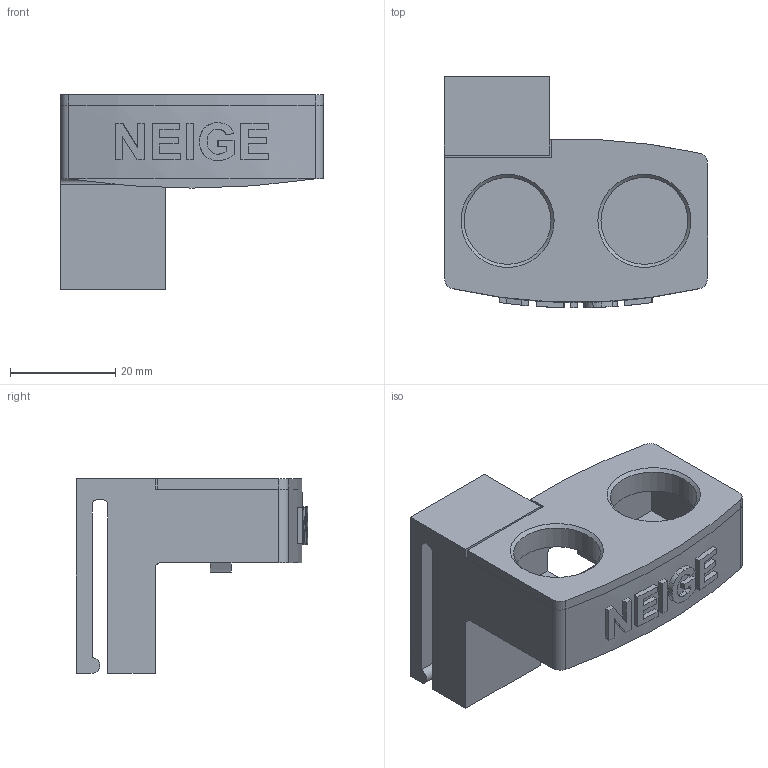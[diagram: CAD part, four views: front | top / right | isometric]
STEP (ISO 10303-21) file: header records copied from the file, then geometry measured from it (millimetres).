
FILE_DESCRIPTION(/* description */ (''),/* implementation_level */ '2;1');
FILE_NAME(/* name */ 'HC-SR04_Last v3.step',/* time_stamp */ '2021-10-03T14:26:15+00:00',/* author */ (''),/* organization */ (''),/* preprocessor_version */ 'ST-DEVELOPER v18.1',/* originating_system */ 'Autodesk Translation Framework v10.10.0.1391',/* authorisation */ '');
FILE_SCHEMA (('AUTOMOTIVE_DESIGN { 1 0 10303 214 3 1 1 }'));
Length unit declared in the file: millimetre
Products named in the file (3): HC-SR04_Last; main_HCSR04_last; cover_HCSR04_last
Assembly tree (2 placements, depth 2):
  HC-SR04_Last
    main_HCSR04_last
    cover_HCSR04_last
Bounding box: 50 x 44 x 37 mm (x, y, z)
Volume: 19931 mm3; surface area: 13752.1 mm2
Topology: 2 solids, 2 shells, 281 faces, 765 edges, 509 vertices
Faces by surface type: plane 148, bspline 101, cylinder 30, cone 2
Full cylindrical faces by diameter (mm): 16.5 x2
Entity records: 10066 total; most frequent: CARTESIAN_POINT 3469, ORIENTED_EDGE 1530, DIRECTION 1025, EDGE_CURVE 765, VERTEX_POINT 509, LINE 471, VECTOR 471, EDGE_LOOP 308
